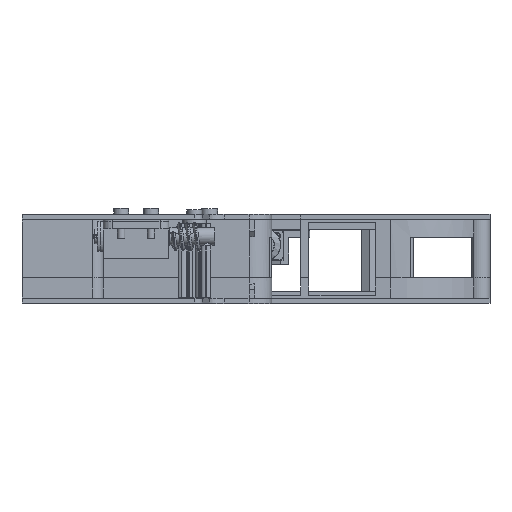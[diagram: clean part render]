
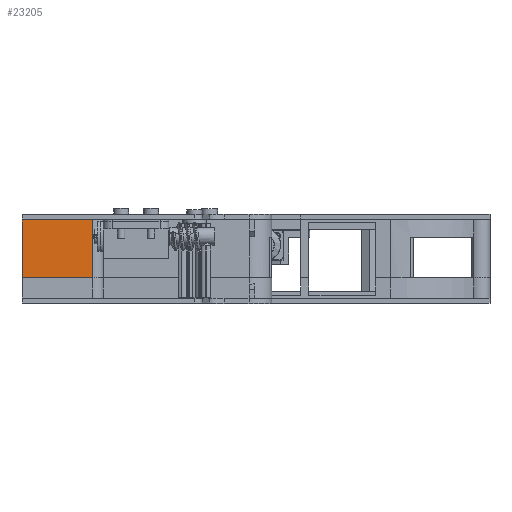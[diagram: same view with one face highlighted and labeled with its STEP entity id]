
A CAD part, top view. The second image highlights one B-rep face of the part: STEP entity #23205.
In plain terms, the highlighted planar face has unit normal (0.017, 0, 1).
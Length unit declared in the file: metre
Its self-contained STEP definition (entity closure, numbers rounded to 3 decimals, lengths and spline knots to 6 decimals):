
#295=ELLIPSE('',#25149,0.0005,0.0005);
#939=LINE('',#34616,#3255);
#940=LINE('',#34621,#3256);
#941=LINE('',#34622,#3257);
#942=LINE('',#34624,#3258);
#943=LINE('',#34626,#3259);
#3255=VECTOR('',#28224,1.);
#3256=VECTOR('',#28227,1.);
#3257=VECTOR('',#28228,1.);
#3258=VECTOR('',#28229,1.);
#3259=VECTOR('',#28230,1.);
#5516=PLANE('',#25148);
#7750=ORIENTED_EDGE('',*,*,#13492,.F.);
#7751=ORIENTED_EDGE('',*,*,#13493,.T.);
#7752=ORIENTED_EDGE('',*,*,#13494,.F.);
#7753=ORIENTED_EDGE('',*,*,#13495,.F.);
#7754=ORIENTED_EDGE('',*,*,#13496,.T.);
#7755=ORIENTED_EDGE('',*,*,#13497,.T.);
#13492=EDGE_CURVE('',#16513,#16514,#939,.T.);
#13493=EDGE_CURVE('',#16513,#16515,#295,.T.);
#13494=EDGE_CURVE('',#16497,#16515,#940,.T.);
#13495=EDGE_CURVE('',#16516,#16497,#941,.T.);
#13496=EDGE_CURVE('',#16516,#16517,#942,.T.);
#13497=EDGE_CURVE('',#16517,#16514,#943,.T.);
#16497=VERTEX_POINT('',#34582);
#16513=VERTEX_POINT('',#34617);
#16514=VERTEX_POINT('',#34618);
#16515=VERTEX_POINT('',#34620);
#16516=VERTEX_POINT('',#34623);
#16517=VERTEX_POINT('',#34625);
#19321=EDGE_LOOP('',(#7750,#7751,#7752,#7753,#7754,#7755));
#21124=FACE_BOUND('',#19321,.T.);
#23205=ADVANCED_FACE('',(#21124),#5516,.T.);
#25148=AXIS2_PLACEMENT_3D('',#34615,#28222,#28223);
#25149=AXIS2_PLACEMENT_3D('',#34619,#28225,#28226);
#28222=DIRECTION('',(0.017,0.,1.));
#28223=DIRECTION('',(1.,0.,-0.017));
#28224=DIRECTION('',(1.,0.,-0.017));
#28225=DIRECTION('',(0.017,0.,1.));
#28226=DIRECTION('',(1.,0.,-0.017));
#28227=DIRECTION('',(0.,1.,0.));
#28228=DIRECTION('',(0.,1.,0.));
#28229=DIRECTION('',(1.,0.,-0.017));
#28230=DIRECTION('',(0.,1.,0.));
#34582=CARTESIAN_POINT('',(-0.047686,0.01325,0.006));
#34615=CARTESIAN_POINT('',(-0.035856,0.01325,0.0058));
#34616=CARTESIAN_POINT('',(-0.035856,0.01425,0.0058));
#34617=CARTESIAN_POINT('',(-0.047186,0.01425,0.005992));
#34618=CARTESIAN_POINT('',(-0.024025,0.01425,0.005599));
#34619=CARTESIAN_POINT('',(-0.047186,0.01375,0.005992));
#34620=CARTESIAN_POINT('',(-0.047686,0.01375,0.006));
#34621=CARTESIAN_POINT('',(-0.047686,0.01325,0.006));
#34622=CARTESIAN_POINT('',(-0.047686,0.01075,0.006));
#34623=CARTESIAN_POINT('',(-0.047686,-0.00525,0.006));
#34624=CARTESIAN_POINT('',(-0.035856,-0.00525,0.0058));
#34625=CARTESIAN_POINT('',(-0.024025,-0.00525,0.005599));
#34626=CARTESIAN_POINT('',(-0.024025,0.01325,0.005599));
